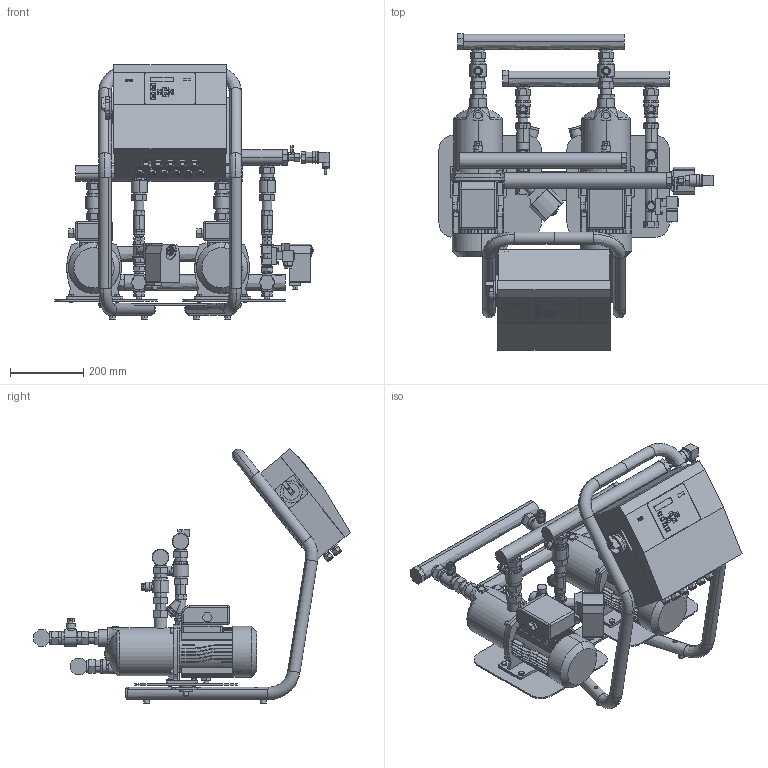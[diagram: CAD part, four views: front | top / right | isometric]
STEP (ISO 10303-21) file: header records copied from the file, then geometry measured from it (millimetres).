
FILE_DESCRIPTION((''),'2;1');
FILE_NAME('3d_variomat2-2_60-6911200.stp','2009-12-30T07:52:11',(''),(''),'Mechanical Desktop 2008','Mechanical Desktop 2008',', , ');
FILE_SCHEMA(('CONFIG_CONTROL_DESIGN'));
Length unit declared in the file: millimetre
Products named in the file (1): Product
Bounding box: 749.68 x 866.62 x 695 mm (x, y, z)
Volume: 33840193.6 mm3; surface area: 2858126.8 mm2
Topology: 77 solids, 77 shells, 3414 faces, 8503 edges, 5584 vertices
Faces by surface type: plane 1947, cylinder 943, bspline 374, cone 100, torus 36, sphere 14
Full cylindrical faces by diameter (mm): 23.2 x2
Entity records: 106856 total; most frequent: CARTESIAN_POINT 25184, ORIENTED_EDGE 16982, DIRECTION 16635, EDGE_CURVE 8491, AXIS2_PLACEMENT_3D 5603, VERTEX_POINT 5584, VECTOR 5429, LINE 5429
